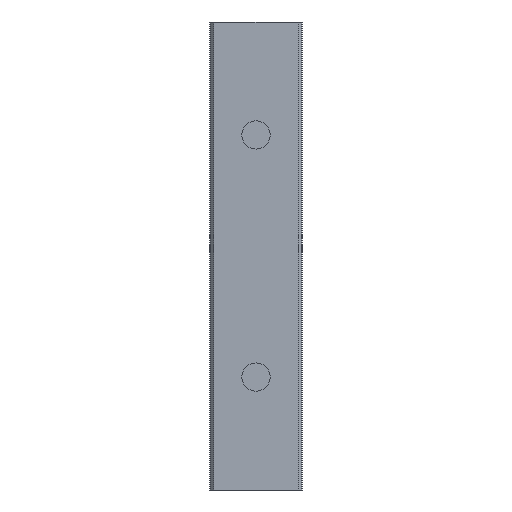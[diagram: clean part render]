
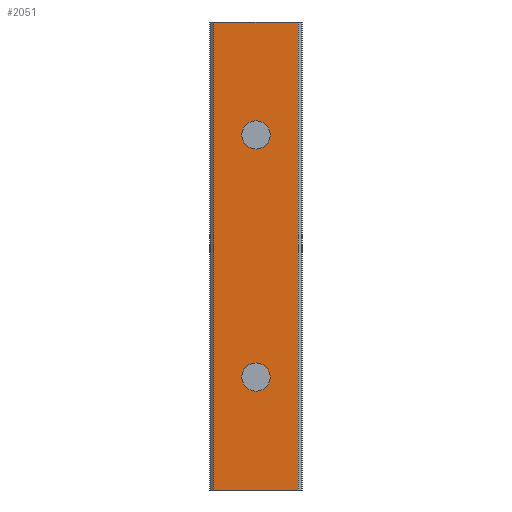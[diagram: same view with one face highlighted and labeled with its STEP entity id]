
A CAD part, front view. The second image highlights one B-rep face of the part: STEP entity #2051.
In plain terms, the highlighted planar face has unit normal (0, -1, 0).
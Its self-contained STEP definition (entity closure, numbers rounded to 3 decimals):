
#13 = CARTESIAN_POINT ( 'NONE',  ( 0., 0., -88. ) ) ;
#40 = CARTESIAN_POINT ( 'NONE',  ( 0., 0., -88. ) ) ;
#42 = DIRECTION ( 'NONE',  ( 0., 1., 0. ) ) ;
#43 = DIRECTION ( 'NONE',  ( 0., 0., 1. ) ) ;
#117 = CARTESIAN_POINT ( 'NONE',  ( 0., 0., -28. ) ) ;
#124 = DIRECTION ( 'NONE',  ( 0., 1., 0. ) ) ;
#125 = DIRECTION ( 'NONE',  ( 0., 0., 1. ) ) ;
#288 = CARTESIAN_POINT ( 'NONE',  ( -10.5, 0., -116. ) ) ;
#289 = DIRECTION ( 'NONE',  ( 0., 0., 1. ) ) ;
#310 = CARTESIAN_POINT ( 'NONE',  ( 0., 0., -28. ) ) ;
#317 = DIRECTION ( 'NONE',  ( 0., 1., 0. ) ) ;
#318 = DIRECTION ( 'NONE',  ( 0., 0., 1. ) ) ;
#336 = EDGE_CURVE ( 'NONE', #2087, #2134, #1474, .T. ) ;
#356 = EDGE_CURVE ( 'NONE', #2124, #2087, #1514, .T. ) ;
#376 = EDGE_CURVE ( 'NONE', #2103, #2127, #1544, .T. ) ;
#391 = EDGE_CURVE ( 'NONE', #2110, #2134, #1567, .T. ) ;
#395 = EDGE_CURVE ( 'NONE', #2127, #2103, #1576, .T. ) ;
#428 = EDGE_CURVE ( 'NONE', #2091, #2098, #1625, .T. ) ;
#496 = EDGE_CURVE ( 'NONE', #2124, #2110, #1728, .T. ) ;
#507 = EDGE_CURVE ( 'NONE', #2098, #2091, #1750, .T. ) ;
#542 = AXIS2_PLACEMENT_3D ( 'NONE', #13, #1975, #1978 ) ;
#547 = AXIS2_PLACEMENT_3D ( 'NONE', #40, #42, #43 ) ;
#563 = AXIS2_PLACEMENT_3D ( 'NONE', #117, #124, #125 ) ;
#598 = AXIS2_PLACEMENT_3D ( 'NONE', #310, #317, #318 ) ;
#682 = AXIS2_PLACEMENT_3D ( 'NONE', #1293, #1294, #1295 ) ;
#710 = ORIENTED_EDGE ( 'NONE', *, *, #391, .F. ) ;
#715 = ORIENTED_EDGE ( 'NONE', *, *, #428, .T. ) ;
#720 = ORIENTED_EDGE ( 'NONE', *, *, #376, .T. ) ;
#735 = ORIENTED_EDGE ( 'NONE', *, *, #356, .T. ) ;
#742 = ORIENTED_EDGE ( 'NONE', *, *, #395, .T. ) ;
#859 = ORIENTED_EDGE ( 'NONE', *, *, #507, .T. ) ;
#862 = ORIENTED_EDGE ( 'NONE', *, *, #336, .T. ) ;
#1289 = PLANE ( 'NONE',  #682 ) ;
#1293 = CARTESIAN_POINT ( 'NONE',  ( 10.5, 0., -116. ) ) ;
#1294 = DIRECTION ( 'NONE',  ( 0., -1., 0. ) ) ;
#1295 = DIRECTION ( 'NONE',  ( 1., 0., 0. ) ) ;
#1390 = EDGE_LOOP ( 'NONE', ( #742, #720 ) ) ;
#1391 = EDGE_LOOP ( 'NONE', ( #859, #715 ) ) ;
#1402 = EDGE_LOOP ( 'NONE', ( #710, #1953, #735, #862 ) ) ;
#1474 = LINE ( 'NONE', #2210, #1482 ) ;
#1482 = VECTOR ( 'NONE', #2213, 1000. ) ;
#1514 = LINE ( 'NONE', #2259, #1515 ) ;
#1515 = VECTOR ( 'NONE', #2260, 1000. ) ;
#1544 = CIRCLE ( 'NONE', #542, 3.5 ) ;
#1567 = LINE ( 'NONE', #1653, #1568 ) ;
#1568 = VECTOR ( 'NONE', #1651, 1000. ) ;
#1576 = CIRCLE ( 'NONE', #547, 3.5 ) ;
#1625 = CIRCLE ( 'NONE', #563, 3.5 ) ;
#1651 = DIRECTION ( 'NONE',  ( 1., 0., 0. ) ) ;
#1653 = CARTESIAN_POINT ( 'NONE',  ( 10.5, 0., 0. ) ) ;
#1728 = LINE ( 'NONE', #288, #1732 ) ;
#1732 = VECTOR ( 'NONE', #289, 1000. ) ;
#1750 = CIRCLE ( 'NONE', #598, 3.5 ) ;
#1891 = FACE_BOUND ( 'NONE', #1391, .T. ) ;
#1894 = FACE_OUTER_BOUND ( 'NONE', #1402, .T. ) ;
#1896 = FACE_BOUND ( 'NONE', #1390, .T. ) ;
#1953 = ORIENTED_EDGE ( 'NONE', *, *, #496, .F. ) ;
#1975 = DIRECTION ( 'NONE',  ( 0., 1., 0. ) ) ;
#1978 = DIRECTION ( 'NONE',  ( 0., 0., 1. ) ) ;
#2051 = ADVANCED_FACE ( 'NONE', ( #1891, #1894, #1896 ), #1289, .T. ) ;
#2087 = VERTEX_POINT ( 'NONE', #2295 ) ;
#2091 = VERTEX_POINT ( 'NONE', #2299 ) ;
#2098 = VERTEX_POINT ( 'NONE', #2306 ) ;
#2103 = VERTEX_POINT ( 'NONE', #2311 ) ;
#2110 = VERTEX_POINT ( 'NONE', #2318 ) ;
#2124 = VERTEX_POINT ( 'NONE', #2332 ) ;
#2127 = VERTEX_POINT ( 'NONE', #2335 ) ;
#2134 = VERTEX_POINT ( 'NONE', #2342 ) ;
#2210 = CARTESIAN_POINT ( 'NONE',  ( 10.5, 0., -116. ) ) ;
#2213 = DIRECTION ( 'NONE',  ( 0., 0., 1. ) ) ;
#2259 = CARTESIAN_POINT ( 'NONE',  ( 10.5, 0., -116. ) ) ;
#2260 = DIRECTION ( 'NONE',  ( 1., 0., 0. ) ) ;
#2295 = CARTESIAN_POINT ( 'NONE',  ( 10.5, 0., -116. ) ) ;
#2299 = CARTESIAN_POINT ( 'NONE',  ( 0., 0., -31.5 ) ) ;
#2306 = CARTESIAN_POINT ( 'NONE',  ( 0., 0., -24.5 ) ) ;
#2311 = CARTESIAN_POINT ( 'NONE',  ( 0., 0., -91.5 ) ) ;
#2318 = CARTESIAN_POINT ( 'NONE',  ( -10.5, 0., 0. ) ) ;
#2332 = CARTESIAN_POINT ( 'NONE',  ( -10.5, 0., -116. ) ) ;
#2335 = CARTESIAN_POINT ( 'NONE',  ( 0., 0., -84.5 ) ) ;
#2342 = CARTESIAN_POINT ( 'NONE',  ( 10.5, 0., 0. ) ) ;
